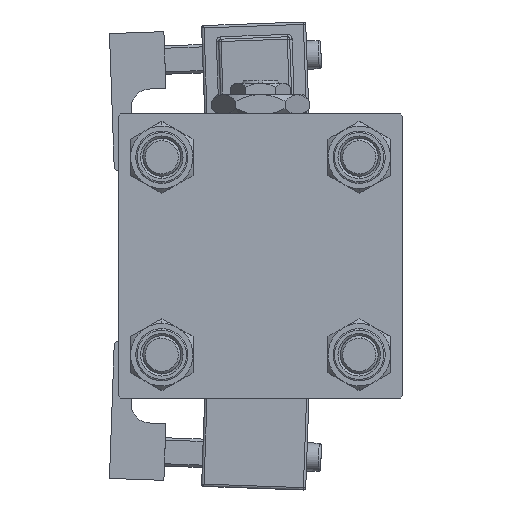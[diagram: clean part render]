
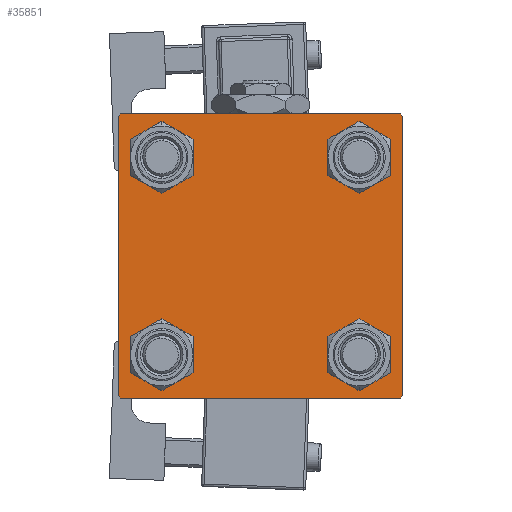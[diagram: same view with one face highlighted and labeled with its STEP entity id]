
A CAD part, left-side view. The second image highlights one B-rep face of the part: STEP entity #35851.
In plain terms, the highlighted planar face has unit normal (-1, 0, 0).
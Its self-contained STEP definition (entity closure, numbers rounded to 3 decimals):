
#271 = AXIS2_PLACEMENT_3D ( 'NONE', #17066, #43147, #3765 ) ;
#486 = LINE ( 'NONE', #25967, #8111 ) ;
#821 = CARTESIAN_POINT ( 'NONE',  ( 0., -20.85, -20.85 ) ) ;
#1680 = EDGE_CURVE ( 'NONE', #29343, #11793, #36129, .T. ) ;
#1762 = VERTEX_POINT ( 'NONE', #42051 ) ;
#1829 = ORIENTED_EDGE ( 'NONE', *, *, #36411, .T. ) ;
#1886 = CARTESIAN_POINT ( 'NONE',  ( 0., -20.85, 20.85 ) ) ;
#2711 = EDGE_CURVE ( 'NONE', #3661, #26765, #27080, .T. ) ;
#2733 = CARTESIAN_POINT ( 'NONE',  ( 0., 20.85, -20.85 ) ) ;
#2849 = CIRCLE ( 'NONE', #15480, 4.5 ) ;
#2973 = VECTOR ( 'NONE', #40322, 1000. ) ;
#3661 = VERTEX_POINT ( 'NONE', #25048 ) ;
#3765 = DIRECTION ( 'NONE',  ( 0., 0., 1. ) ) ;
#4039 = CARTESIAN_POINT ( 'NONE',  ( 0., 20.85, 16.35 ) ) ;
#4191 = CARTESIAN_POINT ( 'NONE',  ( 0., 20.85, 25.35 ) ) ;
#4349 = ORIENTED_EDGE ( 'NONE', *, *, #38406, .T. ) ;
#5168 = VERTEX_POINT ( 'NONE', #4039 ) ;
#5689 = ORIENTED_EDGE ( 'NONE', *, *, #23198, .F. ) ;
#5753 = VERTEX_POINT ( 'NONE', #33650 ) ;
#6025 = VERTEX_POINT ( 'NONE', #46542 ) ;
#7095 = EDGE_LOOP ( 'NONE', ( #32974, #46455 ) ) ;
#7270 = DIRECTION ( 'NONE',  ( 0., 0., 1. ) ) ;
#7428 = DIRECTION ( 'NONE',  ( 0., 0., 1. ) ) ;
#7634 = EDGE_LOOP ( 'NONE', ( #34614, #4349 ) ) ;
#7797 = VERTEX_POINT ( 'NONE', #10667 ) ;
#7826 = EDGE_CURVE ( 'NONE', #7797, #5753, #46460, .T. ) ;
#8111 = VECTOR ( 'NONE', #35293, 1000. ) ;
#9564 = CIRCLE ( 'NONE', #41225, 4.5 ) ;
#10545 = DIRECTION ( 'NONE',  ( 1., 0., 0. ) ) ;
#10667 = CARTESIAN_POINT ( 'NONE',  ( 0., 20.85, -16.35 ) ) ;
#11241 = CARTESIAN_POINT ( 'NONE',  ( 0., -20.85, -20.85 ) ) ;
#11621 = CIRCLE ( 'NONE', #42392, 4.5 ) ;
#11793 = VERTEX_POINT ( 'NONE', #47658 ) ;
#11952 = DIRECTION ( 'NONE',  ( -1., 0., 0. ) ) ;
#12317 = CARTESIAN_POINT ( 'NONE',  ( 0., 20.85, 20.85 ) ) ;
#13405 = EDGE_CURVE ( 'NONE', #32870, #48030, #9564, .T. ) ;
#14007 = CARTESIAN_POINT ( 'NONE',  ( 0., -29.5, -30. ) ) ;
#14493 = DIRECTION ( 'NONE',  ( 0., 0., 1. ) ) ;
#15057 = CARTESIAN_POINT ( 'NONE',  ( 0., -20.85, 20.85 ) ) ;
#15086 = CARTESIAN_POINT ( 'NONE',  ( 0., -30., 30. ) ) ;
#15255 = CARTESIAN_POINT ( 'NONE',  ( 0., -20.85, 16.35 ) ) ;
#15310 = ORIENTED_EDGE ( 'NONE', *, *, #46204, .T. ) ;
#15480 = AXIS2_PLACEMENT_3D ( 'NONE', #15057, #10545, #14493 ) ;
#16013 = EDGE_CURVE ( 'NONE', #48030, #32870, #2849, .T. ) ;
#16666 = CARTESIAN_POINT ( 'NONE',  ( 0., 30., 30. ) ) ;
#16944 = DIRECTION ( 'NONE',  ( 0., -1., 0. ) ) ;
#17066 = CARTESIAN_POINT ( 'NONE',  ( 0., 20.85, -20.85 ) ) ;
#17269 = EDGE_LOOP ( 'NONE', ( #15310, #1829 ) ) ;
#18030 = DIRECTION ( 'NONE',  ( 0., 0.707, -0.707 ) ) ;
#18578 = CARTESIAN_POINT ( 'NONE',  ( 0., -29.75, -29.75 ) ) ;
#19120 = CARTESIAN_POINT ( 'NONE',  ( 0., 30., -30. ) ) ;
#20061 = CARTESIAN_POINT ( 'NONE',  ( 0., -29.75, 29.75 ) ) ;
#20907 = LINE ( 'NONE', #16666, #48212 ) ;
#20961 = CARTESIAN_POINT ( 'NONE',  ( 0., 20.85, 20.85 ) ) ;
#21008 = VECTOR ( 'NONE', #18030, 1000. ) ;
#21831 = EDGE_CURVE ( 'NONE', #5753, #7797, #34638, .T. ) ;
#21839 = CARTESIAN_POINT ( 'NONE',  ( 0., -20.85, 25.35 ) ) ;
#22572 = DIRECTION ( 'NONE',  ( 0., 0., 1. ) ) ;
#22816 = LINE ( 'NONE', #19120, #25176 ) ;
#23198 = EDGE_CURVE ( 'NONE', #3661, #48634, #20907, .T. ) ;
#23281 = CARTESIAN_POINT ( 'NONE',  ( 0., -30., 29.5 ) ) ;
#23688 = DIRECTION ( 'NONE',  ( 0., 0., 1. ) ) ;
#24891 = CARTESIAN_POINT ( 'NONE',  ( 0., 29.75, -29.75 ) ) ;
#25048 = CARTESIAN_POINT ( 'NONE',  ( 0., 29.5, 30. ) ) ;
#25176 = VECTOR ( 'NONE', #49428, 1000. ) ;
#25625 = AXIS2_PLACEMENT_3D ( 'NONE', #2733, #41529, #23688 ) ;
#25758 = ORIENTED_EDGE ( 'NONE', *, *, #1680, .T. ) ;
#25967 = CARTESIAN_POINT ( 'NONE',  ( 0., 30., 30. ) ) ;
#26314 = DIRECTION ( 'NONE',  ( 1., 0., 0. ) ) ;
#26641 = VERTEX_POINT ( 'NONE', #4191 ) ;
#26765 = VERTEX_POINT ( 'NONE', #44375 ) ;
#27080 = LINE ( 'NONE', #48606, #21008 ) ;
#27737 = ORIENTED_EDGE ( 'NONE', *, *, #7826, .T. ) ;
#28995 = VERTEX_POINT ( 'NONE', #46698 ) ;
#29151 = LINE ( 'NONE', #24891, #44768 ) ;
#29343 = VERTEX_POINT ( 'NONE', #14007 ) ;
#29522 = FACE_OUTER_BOUND ( 'NONE', #35238, .T. ) ;
#29819 = ORIENTED_EDGE ( 'NONE', *, *, #55403, .F. ) ;
#30340 = EDGE_CURVE ( 'NONE', #28995, #6025, #29151, .T. ) ;
#31601 = DIRECTION ( 'NONE',  ( 0., -0.707, 0.707 ) ) ;
#32306 = EDGE_CURVE ( 'NONE', #44084, #48634, #41038, .T. ) ;
#32870 = VERTEX_POINT ( 'NONE', #21839 ) ;
#32974 = ORIENTED_EDGE ( 'NONE', *, *, #13405, .T. ) ;
#33169 = ORIENTED_EDGE ( 'NONE', *, *, #32306, .T. ) ;
#33324 = AXIS2_PLACEMENT_3D ( 'NONE', #821, #26314, #35363 ) ;
#33650 = CARTESIAN_POINT ( 'NONE',  ( 0., 20.85, -25.35 ) ) ;
#34007 = DIRECTION ( 'NONE',  ( 0., 0., 1. ) ) ;
#34406 = DIRECTION ( 'NONE',  ( 1., 0., 0. ) ) ;
#34614 = ORIENTED_EDGE ( 'NONE', *, *, #40799, .T. ) ;
#34638 = CIRCLE ( 'NONE', #271, 4.5 ) ;
#35238 = EDGE_LOOP ( 'NONE', ( #46622, #44818, #47886, #25758, #29819, #33169, #5689, #38044 ) ) ;
#35293 = DIRECTION ( 'NONE',  ( 0., 0., -1. ) ) ;
#35363 = DIRECTION ( 'NONE',  ( 0., 0., 1. ) ) ;
#35613 = DIRECTION ( 'NONE',  ( 1., 0., 0. ) ) ;
#35851 = ADVANCED_FACE ( 'NONE', ( #51054, #46799, #47075, #37739, #29522 ), #46235, .T. ) ;
#36129 = LINE ( 'NONE', #18578, #39065 ) ;
#36411 = EDGE_CURVE ( 'NONE', #5168, #26641, #48594, .T. ) ;
#36857 = AXIS2_PLACEMENT_3D ( 'NONE', #12317, #34406, #55371 ) ;
#37611 = VECTOR ( 'NONE', #42433, 1000. ) ;
#37739 = FACE_BOUND ( 'NONE', #17269, .T. ) ;
#37996 = EDGE_CURVE ( 'NONE', #6025, #29343, #22816, .T. ) ;
#38044 = ORIENTED_EDGE ( 'NONE', *, *, #2711, .T. ) ;
#38252 = DIRECTION ( 'NONE',  ( 1., 0., 0. ) ) ;
#38406 = EDGE_CURVE ( 'NONE', #1762, #45236, #51440, .T. ) ;
#39065 = VECTOR ( 'NONE', #31601, 1000. ) ;
#39755 = ORIENTED_EDGE ( 'NONE', *, *, #21831, .T. ) ;
#40322 = DIRECTION ( 'NONE',  ( 0., 0., -1. ) ) ;
#40799 = EDGE_CURVE ( 'NONE', #45236, #1762, #47916, .T. ) ;
#41038 = LINE ( 'NONE', #20061, #37611 ) ;
#41095 = EDGE_LOOP ( 'NONE', ( #27737, #39755 ) ) ;
#41225 = AXIS2_PLACEMENT_3D ( 'NONE', #1886, #35613, #22572 ) ;
#41354 = AXIS2_PLACEMENT_3D ( 'NONE', #42537, #11952, #7428 ) ;
#41529 = DIRECTION ( 'NONE',  ( 1., 0., 0. ) ) ;
#42051 = CARTESIAN_POINT ( 'NONE',  ( 0., -20.85, -25.35 ) ) ;
#42392 = AXIS2_PLACEMENT_3D ( 'NONE', #20961, #38252, #34007 ) ;
#42433 = DIRECTION ( 'NONE',  ( 0., 0.707, 0.707 ) ) ;
#42537 = CARTESIAN_POINT ( 'NONE',  ( 0., 0., 0. ) ) ;
#43147 = DIRECTION ( 'NONE',  ( 1., 0., 0. ) ) ;
#44084 = VERTEX_POINT ( 'NONE', #23281 ) ;
#44375 = CARTESIAN_POINT ( 'NONE',  ( 0., 30., 29.5 ) ) ;
#44768 = VECTOR ( 'NONE', #51523, 1000. ) ;
#44818 = ORIENTED_EDGE ( 'NONE', *, *, #30340, .T. ) ;
#44848 = EDGE_CURVE ( 'NONE', #26765, #28995, #486, .T. ) ;
#45236 = VERTEX_POINT ( 'NONE', #46736 ) ;
#46096 = AXIS2_PLACEMENT_3D ( 'NONE', #11241, #54575, #7270 ) ;
#46204 = EDGE_CURVE ( 'NONE', #26641, #5168, #11621, .T. ) ;
#46235 = PLANE ( 'NONE',  #41354 ) ;
#46455 = ORIENTED_EDGE ( 'NONE', *, *, #16013, .T. ) ;
#46460 = CIRCLE ( 'NONE', #25625, 4.5 ) ;
#46542 = CARTESIAN_POINT ( 'NONE',  ( 0., 29.5, -30. ) ) ;
#46622 = ORIENTED_EDGE ( 'NONE', *, *, #44848, .T. ) ;
#46698 = CARTESIAN_POINT ( 'NONE',  ( 0., 30., -29.5 ) ) ;
#46736 = CARTESIAN_POINT ( 'NONE',  ( 0., -20.85, -16.35 ) ) ;
#46799 = FACE_BOUND ( 'NONE', #7634, .T. ) ;
#47075 = FACE_BOUND ( 'NONE', #41095, .T. ) ;
#47658 = CARTESIAN_POINT ( 'NONE',  ( 0., -30., -29.5 ) ) ;
#47886 = ORIENTED_EDGE ( 'NONE', *, *, #37996, .T. ) ;
#47916 = CIRCLE ( 'NONE', #46096, 4.5 ) ;
#48030 = VERTEX_POINT ( 'NONE', #15255 ) ;
#48212 = VECTOR ( 'NONE', #16944, 1000. ) ;
#48594 = CIRCLE ( 'NONE', #36857, 4.5 ) ;
#48606 = CARTESIAN_POINT ( 'NONE',  ( 0., 29.75, 29.75 ) ) ;
#48634 = VERTEX_POINT ( 'NONE', #52117 ) ;
#49428 = DIRECTION ( 'NONE',  ( 0., -1., 0. ) ) ;
#51054 = FACE_BOUND ( 'NONE', #7095, .T. ) ;
#51440 = CIRCLE ( 'NONE', #33324, 4.5 ) ;
#51523 = DIRECTION ( 'NONE',  ( 0., -0.707, -0.707 ) ) ;
#52117 = CARTESIAN_POINT ( 'NONE',  ( 0., -29.5, 30. ) ) ;
#53632 = LINE ( 'NONE', #15086, #2973 ) ;
#54575 = DIRECTION ( 'NONE',  ( 1., 0., 0. ) ) ;
#55371 = DIRECTION ( 'NONE',  ( 0., 0., 1. ) ) ;
#55403 = EDGE_CURVE ( 'NONE', #44084, #11793, #53632, .T. ) ;
